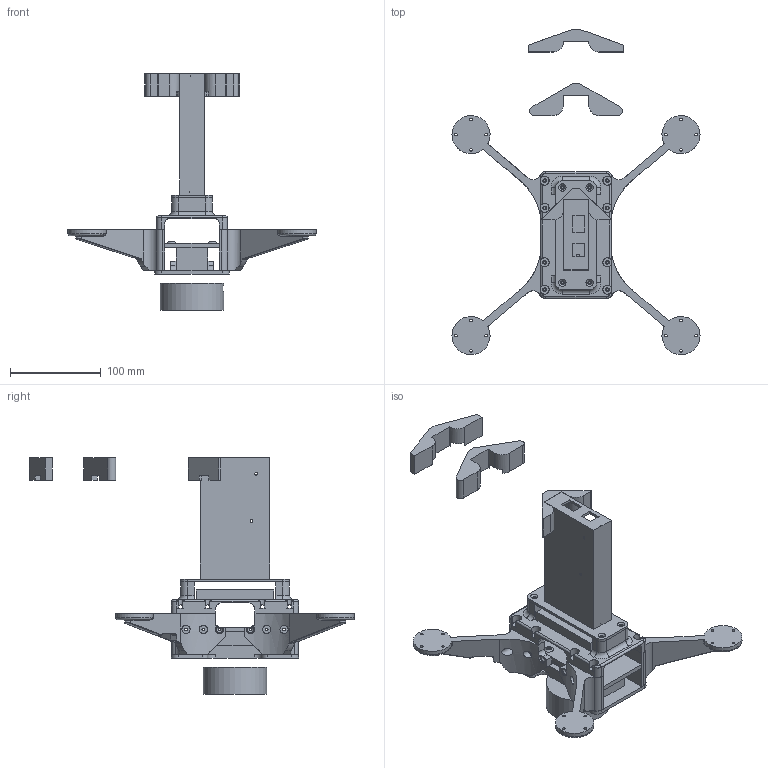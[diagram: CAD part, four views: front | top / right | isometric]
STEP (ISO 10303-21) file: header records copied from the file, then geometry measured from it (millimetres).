
FILE_DESCRIPTION(/* description */ (''),/* implementation_level */ '2;1');
FILE_NAME(/* name */ 'f76720a5-ac93-455f-b448-a597548638af.stp',/* time_stamp */ '2023-03-19T10:52:41Z',/* author */ (''),/* organization */ (''),/* preprocessor_version */ 'ST-DEVELOPER v19.2',/* originating_system */ 'Autodesk Translation Framework v12.4.0.73',/* authorisation */ '');
FILE_SCHEMA (('AUTOMOTIVE_DESIGN { 1 0 10303 214 3 1 1 }'));
Length unit declared in the file: millimetre
Products named in the file (1): drone02
Bounding box: 273.28 x 358.21 x 260.72 mm (x, y, z)
Volume: 744910.3 mm3; surface area: 271255.9 mm2
Topology: 15 solids, 15 shells, 608 faces, 1595 edges, 1035 vertices
Faces by surface type: plane 276, cylinder 262, cone 28, torus 22, bspline 20
Full cylindrical faces by diameter (mm): 2.8 x67, 4 x22, 7 x3, 9 x8, 62 x1, 70 x1
Entity records: 20405 total; most frequent: CARTESIAN_POINT 4849, DIRECTION 3236, ORIENTED_EDGE 3176, EDGE_CURVE 1588, AXIS2_PLACEMENT_3D 1173, VERTEX_POINT 1032, LINE 890, VECTOR 890
